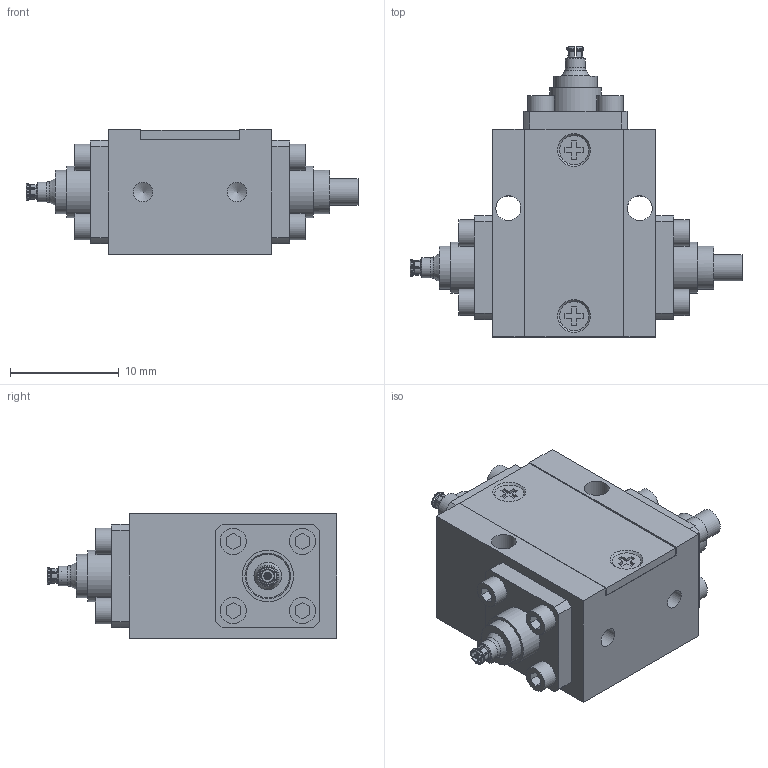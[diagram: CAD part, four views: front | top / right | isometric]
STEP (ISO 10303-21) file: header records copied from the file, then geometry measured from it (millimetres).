
FILE_DESCRIPTION(/* description */ (''),/* implementation_level */ '2;1');
FILE_NAME(/* name */ 'Bias_Tee_SolidModel_Datasheet SMPS.step',/* time_stamp */ '2022-12-17T13:15:39-08:00',/* author */ (''),/* organization */ (''),/* preprocessor_version */ 'ST-DEVELOPER v19.2',/* originating_system */ 'Autodesk Translation Framework v11.17.0.187',/* authorisation */ '');
FILE_SCHEMA (('AUTOMOTIVE_DESIGN { 1 0 10303 214 3 1 1 }'));
Length unit declared in the file: inch
Products named in the file (7): Bias_Tee_SolidModel_Datasheet; Bias_Tee_Lid_4-9-2022 v7; 0-80 FlatHead v2; 0-80 SHCS Screw Head v1; Bias_Tee_Housing_Datasheet_12-16-2022; SMPS-F-19510-MECH v1; SMPS-M-19513-MECH v1
Assembly tree (19 placements, depth 2):
  Bias_Tee_SolidModel_Datasheet
    0-80 FlatHead v2  x2
    0-80 SHCS Screw Head v1  x12
    Bias_Tee_Lid_4-9-2022 v7
    Bias_Tee_Housing_Datasheet_12-16-2022
    SMPS-F-19510-MECH v1  x2
    SMPS-M-19513-MECH v1
Bounding box: 30.48 x 26.62 x 11.43 mm (x, y, z)
Volume: 3685.8 mm3; surface area: 3667.8 mm2
Topology: 19 solids, 19 shells, 563 faces, 1364 edges, 898 vertices
Faces by surface type: plane 305, cylinder 138, cone 66, torus 53, bspline 1
Full cylindrical faces by diameter (mm): 0.221 x1, 0.406 x3, 0.508 x3, 0.597 x3, 0.638 x3, 0.711 x6, 0.762 x3, 0.991 x3, 1.168 x3, 1.245 x14, 1.397 x3, 1.46 x1, 1.524 x1, 1.626 x2, 1.727 x12, 1.783 x2, 1.829 x2, 1.88 x1, 1.943 x3, 1.981 x3, 2.286 x2, 2.413 x13, 3.99 x3, 4.572 x3, 4.724 x3
Entity records: 9518 total; most frequent: CARTESIAN_POINT 2053, DIRECTION 1566, ORIENTED_EDGE 1444, EDGE_CURVE 722, AXIS2_PLACEMENT_3D 615, VERTEX_POINT 481, EDGE_LOOP 375, LINE 336
